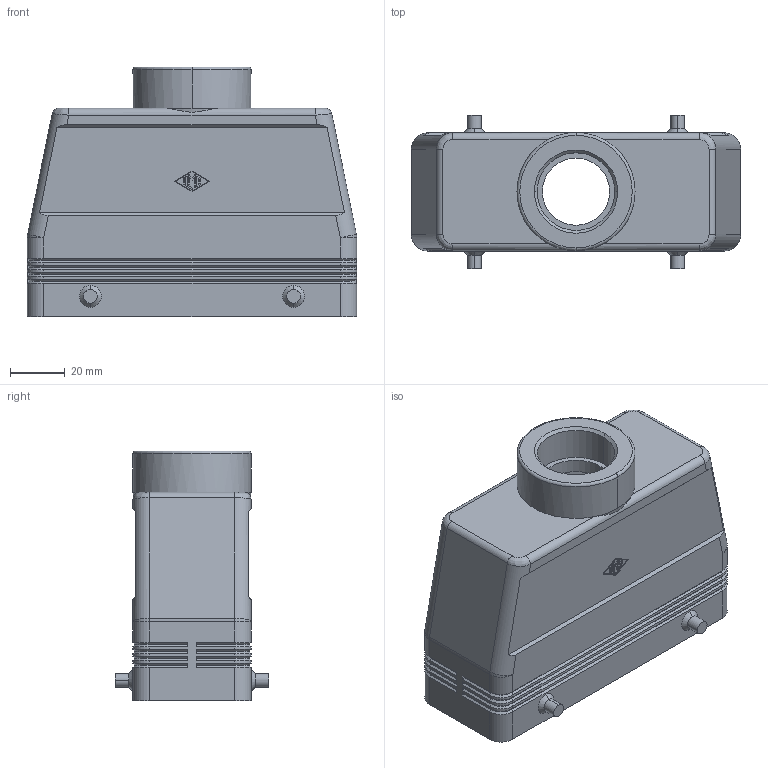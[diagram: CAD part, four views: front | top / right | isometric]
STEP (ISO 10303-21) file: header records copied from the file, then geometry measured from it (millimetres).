
FILE_DESCRIPTION(('Creo Elements/Direct Modeling STEP Export'),'2;1');
FILE_NAME('0lndrp34cglqg0u4540','2017-09-01T11:42:00',(''),(''),'PTC Creo Elements/Direct Modeling STEP processor for AP214 (Solid Model)','PTC Creo Elements/Direct Modeling 19.0E 27-Jun-2016 (C) Parametric Technology GmbH','');
FILE_SCHEMA(('AUTOMOTIVE_DESIGN { 1 0 10303 214 1 1 1 1 }'));
Length unit declared in the file: millimetre
Products named in the file (1): CAVS_24.21
Bounding box: 120 x 56 x 91 mm (x, y, z)
Volume: 96108.2 mm3; surface area: 56994.5 mm2
Topology: 1 solids, 1 shells, 339 faces, 805 edges, 480 vertices
Faces by surface type: plane 179, cylinder 98, cone 52, bspline 4, sphere 4, torus 2
Entity records: 10000 total; most frequent: CARTESIAN_POINT 2278, DIRECTION 1601, ORIENTED_EDGE 1594, EDGE_CURVE 797, VECTOR 551, LINE 551, AXIS2_PLACEMENT_3D 525, VERTEX_POINT 480
